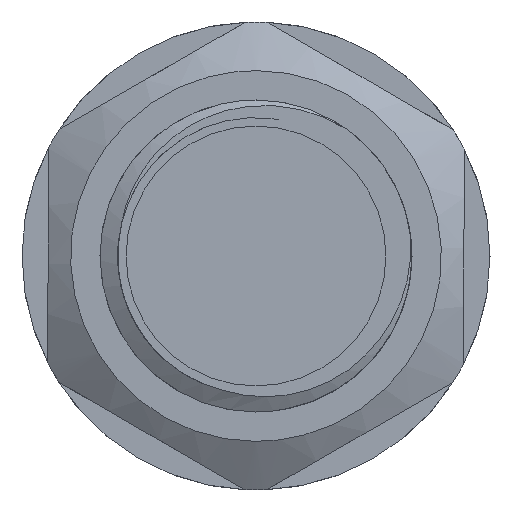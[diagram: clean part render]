
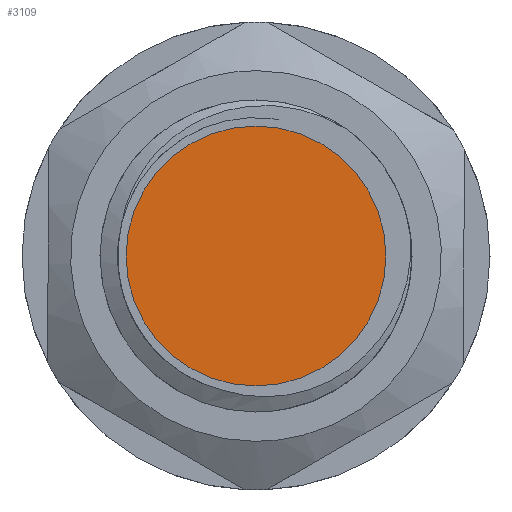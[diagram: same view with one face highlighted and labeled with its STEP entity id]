
A CAD part, left-side view. The second image highlights one B-rep face of the part: STEP entity #3109.
In plain terms, the highlighted planar face has unit normal (-1, 0, 0).
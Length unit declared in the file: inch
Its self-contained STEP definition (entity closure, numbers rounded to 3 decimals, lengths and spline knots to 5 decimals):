
#83 = CARTESIAN_POINT ( 'NONE',  ( -9.23852, 0., -4.47849 ) ) ;
#236 = DIRECTION ( 'NONE',  ( 0., 0., -1. ) ) ;
#544 = AXIS2_PLACEMENT_3D ( 'NONE', #9671, #1435, #5110 ) ;
#1152 = DIRECTION ( 'NONE',  ( 1., 0., 0. ) ) ;
#1435 = DIRECTION ( 'NONE',  ( 1., 0., 0. ) ) ;
#2051 = CARTESIAN_POINT ( 'NONE',  ( -9.23852, 0., -4.47849 ) ) ;
#2636 = PLANE ( 'NONE',  #11881 ) ;
#3109 = ADVANCED_FACE ( 'NONE', ( #10855 ), #2636, .F. ) ;
#3554 = CARTESIAN_POINT ( 'NONE',  ( -9.23852, 0., -4.67534 ) ) ;
#3842 = DIRECTION ( 'NONE',  ( 1., 0., 0. ) ) ;
#4072 = EDGE_LOOP ( 'NONE', ( #6398, #7778 ) ) ;
#4172 = EDGE_CURVE ( 'NONE', #9543, #10296, #4988, .T. ) ;
#4338 = AXIS2_PLACEMENT_3D ( 'NONE', #2051, #1152, #236 ) ;
#4988 = CIRCLE ( 'NONE', #544, 0.19685 ) ;
#5109 = CIRCLE ( 'NONE', #4338, 0.19685 ) ;
#5110 = DIRECTION ( 'NONE',  ( 0., 0., -1. ) ) ;
#6091 = EDGE_CURVE ( 'NONE', #10296, #9543, #5109, .T. ) ;
#6398 = ORIENTED_EDGE ( 'NONE', *, *, #4172, .F. ) ;
#7778 = ORIENTED_EDGE ( 'NONE', *, *, #6091, .F. ) ;
#9543 = VERTEX_POINT ( 'NONE', #3554 ) ;
#9671 = CARTESIAN_POINT ( 'NONE',  ( -9.23852, 0., -4.47849 ) ) ;
#10021 = DIRECTION ( 'NONE',  ( 0., 0., -1. ) ) ;
#10296 = VERTEX_POINT ( 'NONE', #10508 ) ;
#10508 = CARTESIAN_POINT ( 'NONE',  ( -9.23852, 0., -4.28164 ) ) ;
#10855 = FACE_OUTER_BOUND ( 'NONE', #4072, .T. ) ;
#11881 = AXIS2_PLACEMENT_3D ( 'NONE', #83, #3842, #10021 ) ;
